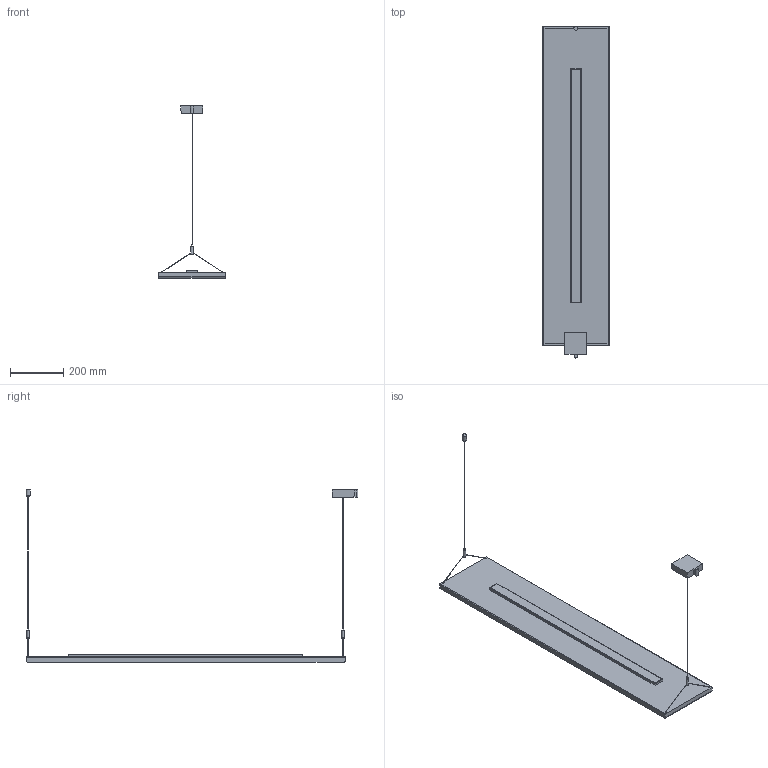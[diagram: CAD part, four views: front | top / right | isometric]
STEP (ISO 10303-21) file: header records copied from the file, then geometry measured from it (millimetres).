
FILE_DESCRIPTION(/* description */ (''),/* implementation_level */ '2;1');
FILE_NAME(/* name */ '10000091452n3p000_00.stp',/* time_stamp */ '2022-02-04T11:58:54+01:00',/* author */ (''),/* organization */ (''),/* preprocessor_version */ 'ST-DEVELOPER v15',/* originating_system */ 'SIEMENS PLM Software NX 9.0',/* authorisation */ '');
FILE_SCHEMA (('AUTOMOTIVE_DESIGN { 1 0 10303 214 3 1 1 1 }'));
Length unit declared in the file: millimetre
Products named in the file (1): 10000091452n3p000_00
Bounding box: 250 x 1247.85 x 647 mm (x, y, z)
Volume: 6550326.5 mm3; surface area: 705093.6 mm2
Topology: 1 solids, 1 shells, 76 faces, 172 edges, 111 vertices
Faces by surface type: cylinder 40, plane 34, revolution 2
Full cylindrical faces by diameter (mm): 1.2 x2, 4 x2, 9 x2, 16 x1
Entity records: 2326 total; most frequent: CARTESIAN_POINT 656, DIRECTION 346, ORIENTED_EDGE 314, EDGE_CURVE 157, AXIS2_PLACEMENT_3D 137, VERTEX_POINT 105, EDGE_LOOP 102, ADVANCED_FACE 76
